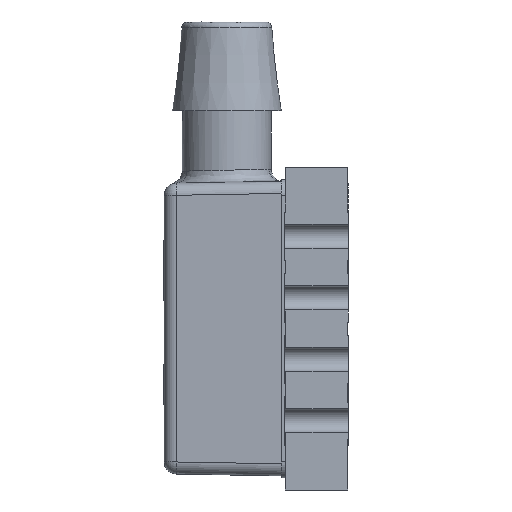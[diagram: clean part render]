
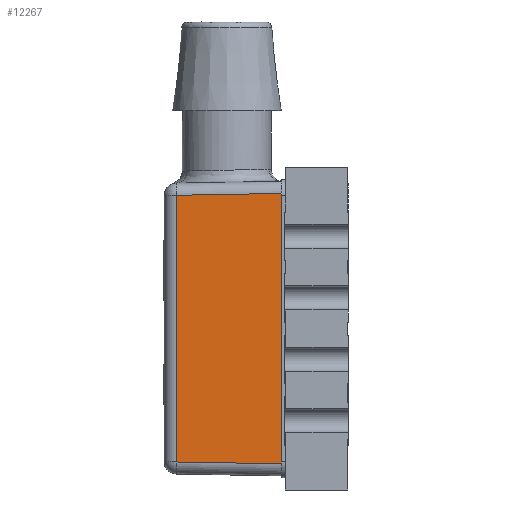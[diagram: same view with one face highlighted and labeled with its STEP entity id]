
A CAD part, left-side view. The second image highlights one B-rep face of the part: STEP entity #12267.
In plain terms, the highlighted planar face has unit normal (-1, 0.018, 0).
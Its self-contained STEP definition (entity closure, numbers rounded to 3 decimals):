
#225=LINE('',#17359,#1023);
#252=LINE('',#17939,#1050);
#253=LINE('',#17941,#1051);
#254=LINE('',#17943,#1052);
#1023=VECTOR('',#13460,1000.);
#1050=VECTOR('',#13579,1000.);
#1051=VECTOR('',#13582,1000.);
#1052=VECTOR('',#13583,1000.);
#2305=ORIENTED_EDGE('',*,*,#4839,.T.);
#2306=ORIENTED_EDGE('',*,*,#4840,.T.);
#2307=ORIENTED_EDGE('',*,*,#4765,.F.);
#2308=ORIENTED_EDGE('',*,*,#4838,.T.);
#4765=EDGE_CURVE('',#6062,#6063,#225,.T.);
#4838=EDGE_CURVE('',#6062,#6099,#252,.T.);
#4839=EDGE_CURVE('',#6099,#6100,#253,.T.);
#4840=EDGE_CURVE('',#6100,#6063,#254,.T.);
#6062=VERTEX_POINT('',#17354);
#6063=VERTEX_POINT('',#17358);
#6099=VERTEX_POINT('',#17938);
#6100=VERTEX_POINT('',#17942);
#7153=EDGE_LOOP('',(#2305,#2306,#2307,#2308));
#7740=FACE_BOUND('',#7153,.T.);
#8252=PLANE('',#12832);
#12267=ADVANCED_FACE('',(#7740),#8252,.T.);
#12832=AXIS2_PLACEMENT_3D('',#17940,#13580,#13581);
#13460=DIRECTION('',(0.,0.,1.));
#13579=DIRECTION('',(-0.017,-1.,-0.017));
#13580=DIRECTION('',(-1.,0.017,0.));
#13581=DIRECTION('',(-0.017,-1.,0.));
#13582=DIRECTION('',(0.,0.,1.));
#13583=DIRECTION('',(0.017,1.,-0.017));
#17354=CARTESIAN_POINT('',(-6.005,2.605,-7.305));
#17358=CARTESIAN_POINT('',(-6.005,2.605,-0.695));
#17359=CARTESIAN_POINT('',(-6.005,2.605,-4.));
#17938=CARTESIAN_POINT('',(-6.051,0.,-7.351));
#17939=CARTESIAN_POINT('',(-6.005,2.605,-7.305));
#17940=CARTESIAN_POINT('',(-6.,2.9,-0.4));
#17941=CARTESIAN_POINT('',(-6.051,0.,-0.4));
#17942=CARTESIAN_POINT('',(-6.051,0.,-0.649));
#17943=CARTESIAN_POINT('',(-6.051,0.,-0.649));
